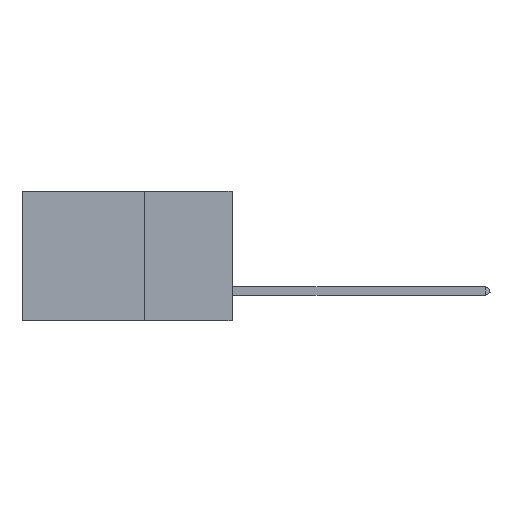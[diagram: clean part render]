
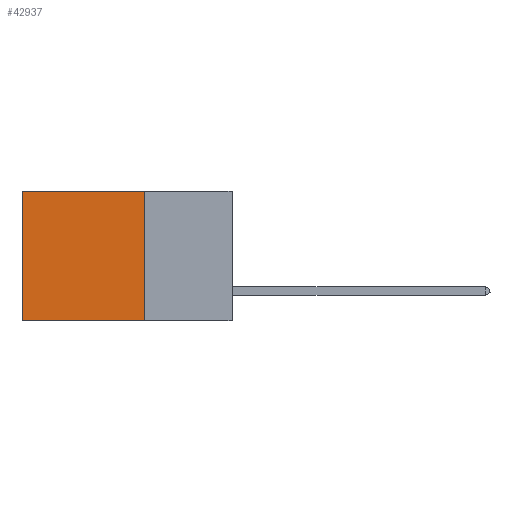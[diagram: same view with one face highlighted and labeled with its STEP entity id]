
A CAD part, left-side view. The second image highlights one B-rep face of the part: STEP entity #42937.
In plain terms, the highlighted planar face has unit normal (-1, 0, 0).
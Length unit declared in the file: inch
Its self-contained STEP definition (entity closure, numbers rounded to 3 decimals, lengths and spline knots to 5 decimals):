
#154 = CARTESIAN_POINT ( 'NONE',  ( 0.2875, 0.25, 0. ) ) ;
#519 = EDGE_CURVE ( 'NONE', #44797, #8524, #36193, .T. ) ;
#662 = DIRECTION ( 'NONE',  ( 0., 0., -1. ) ) ;
#1292 = DIRECTION ( 'NONE',  ( 0., 0., -1. ) ) ;
#4168 = VECTOR ( 'NONE', #662, 39.37008 ) ;
#8524 = VERTEX_POINT ( 'NONE', #50102 ) ;
#15827 = LINE ( 'NONE', #17358, #29431 ) ;
#15953 = VERTEX_POINT ( 'NONE', #47704 ) ;
#17056 = LINE ( 'NONE', #45117, #47987 ) ;
#17358 = CARTESIAN_POINT ( 'NONE',  ( 0.2875, 0.25, 0. ) ) ;
#18322 = CARTESIAN_POINT ( 'NONE',  ( 0.2875, 0.25, -0.37 ) ) ;
#20080 = CARTESIAN_POINT ( 'NONE',  ( 0.2875, 0.25, 0. ) ) ;
#22997 = ORIENTED_EDGE ( 'NONE', *, *, #36505, .T. ) ;
#23825 = PLANE ( 'NONE',  #27136 ) ;
#26237 = DIRECTION ( 'NONE',  ( 0., 1., 0. ) ) ;
#27136 = AXIS2_PLACEMENT_3D ( 'NONE', #154, #47919, #35632 ) ;
#27366 = VERTEX_POINT ( 'NONE', #43531 ) ;
#29431 = VECTOR ( 'NONE', #44886, 39.37008 ) ;
#30821 = FACE_OUTER_BOUND ( 'NONE', #45436, .T. ) ;
#31663 = ORIENTED_EDGE ( 'NONE', *, *, #42940, .F. ) ;
#33291 = LINE ( 'NONE', #20080, #4168 ) ;
#35632 = DIRECTION ( 'NONE',  ( 0., 0., -1. ) ) ;
#36193 = LINE ( 'NONE', #50000, #51038 ) ;
#36505 = EDGE_CURVE ( 'NONE', #27366, #8524, #17056, .T. ) ;
#41048 = ORIENTED_EDGE ( 'NONE', *, *, #519, .F. ) ;
#42937 = ADVANCED_FACE ( 'NONE', ( #30821 ), #23825, .F. ) ;
#42940 = EDGE_CURVE ( 'NONE', #15953, #44797, #33291, .T. ) ;
#43531 = CARTESIAN_POINT ( 'NONE',  ( 0.2875, 0.6, 0. ) ) ;
#43940 = EDGE_CURVE ( 'NONE', #15953, #27366, #15827, .T. ) ;
#44797 = VERTEX_POINT ( 'NONE', #18322 ) ;
#44886 = DIRECTION ( 'NONE',  ( 0., 1., 0. ) ) ;
#45117 = CARTESIAN_POINT ( 'NONE',  ( 0.2875, 0.6, 0. ) ) ;
#45436 = EDGE_LOOP ( 'NONE', ( #22997, #41048, #31663, #50400 ) ) ;
#47704 = CARTESIAN_POINT ( 'NONE',  ( 0.2875, 0.25, 0. ) ) ;
#47919 = DIRECTION ( 'NONE',  ( 1., 0., 0. ) ) ;
#47987 = VECTOR ( 'NONE', #1292, 39.37008 ) ;
#50000 = CARTESIAN_POINT ( 'NONE',  ( 0.2875, 0.25, -0.37 ) ) ;
#50102 = CARTESIAN_POINT ( 'NONE',  ( 0.2875, 0.6, -0.37 ) ) ;
#50400 = ORIENTED_EDGE ( 'NONE', *, *, #43940, .T. ) ;
#51038 = VECTOR ( 'NONE', #26237, 39.37008 ) ;
